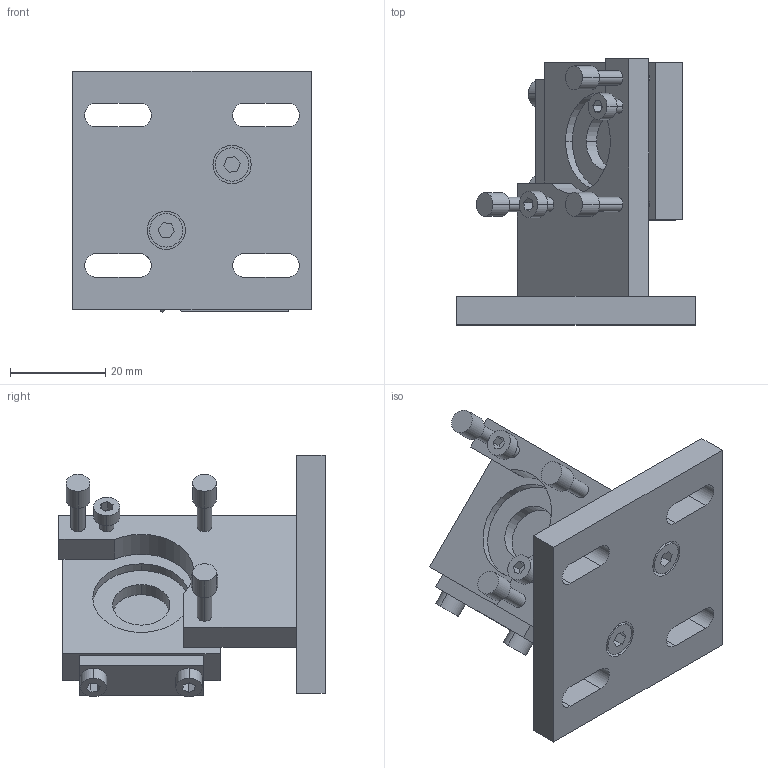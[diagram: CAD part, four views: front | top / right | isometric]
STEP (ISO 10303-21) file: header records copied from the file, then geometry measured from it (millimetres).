
FILE_DESCRIPTION (( 'STEP AP214' ), '1' );
FILE_NAME ('cloudray laser 1st mirror.STEP', '2019-06-25T22:59:42', ( '' ), ( '' ), 'SwSTEP 2.0', 'SolidWorks 2016', '' );
FILE_SCHEMA (( 'AUTOMOTIVE_DESIGN' ));
Length unit declared in the file: millimetre
Products named in the file (1): cloudray laser 1st mirror
Bounding box: 49.9 x 55.75 x 50.63 mm (x, y, z)
Volume: 28480.8 mm3; surface area: 15611 mm2
Topology: 1 solids, 4 shells, 169 faces, 394 edges, 260 vertices
Faces by surface type: plane 102, cylinder 63, cone 4
Entity records: 5996 total; most frequent: DIRECTION 866, CARTESIAN_POINT 824, ORIENTED_EDGE 788, EDGE_CURVE 394, AXIS2_PLACEMENT_3D 302, LINE 262, VECTOR 262, VERTEX_POINT 260
